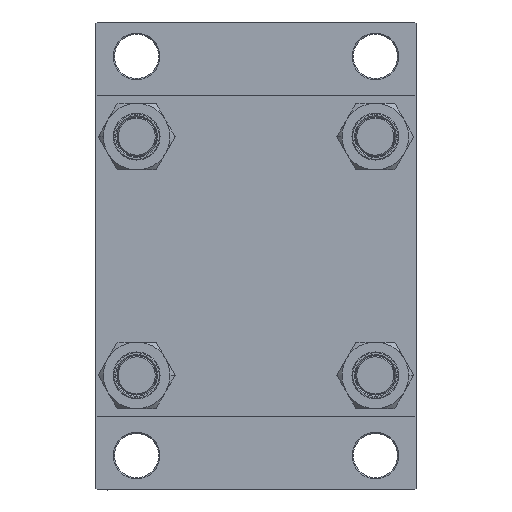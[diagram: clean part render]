
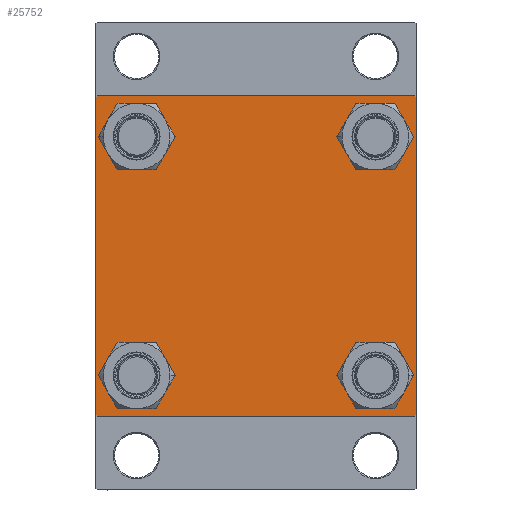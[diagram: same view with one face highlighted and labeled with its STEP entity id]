
A CAD part, left-side view. The second image highlights one B-rep face of the part: STEP entity #25752.
In plain terms, the highlighted planar face has unit normal (-1, 0, 0).
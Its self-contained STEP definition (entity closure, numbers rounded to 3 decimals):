
#104 = FACE_BOUND ( 'NONE', #9682, .T. ) ;
#119 = CARTESIAN_POINT ( 'NONE',  ( 0., 48.45, 48.45 ) ) ;
#452 = DIRECTION ( 'NONE',  ( 1., 0., 0. ) ) ;
#553 = VERTEX_POINT ( 'NONE', #17232 ) ;
#602 = CIRCLE ( 'NONE', #22199, 8.5 ) ;
#1419 = CIRCLE ( 'NONE', #46915, 8.5 ) ;
#1439 = CARTESIAN_POINT ( 'NONE',  ( 0., 64.75, -64.75 ) ) ;
#1541 = ORIENTED_EDGE ( 'NONE', *, *, #28057, .T. ) ;
#2079 = EDGE_CURVE ( 'NONE', #17757, #7894, #15555, .T. ) ;
#3195 = AXIS2_PLACEMENT_3D ( 'NONE', #45508, #33468, #26692 ) ;
#3558 = DIRECTION ( 'NONE',  ( 1., 0., 0. ) ) ;
#3837 = CARTESIAN_POINT ( 'NONE',  ( 0., -48.45, 48.45 ) ) ;
#4203 = DIRECTION ( 'NONE',  ( 0., 0., -1. ) ) ;
#4449 = VERTEX_POINT ( 'NONE', #8294 ) ;
#4515 = CARTESIAN_POINT ( 'NONE',  ( 0., -64.75, 64.75 ) ) ;
#4821 = CARTESIAN_POINT ( 'NONE',  ( 0., 48.45, -56.95 ) ) ;
#5012 = CARTESIAN_POINT ( 'NONE',  ( 0., 64.5, -65. ) ) ;
#5124 = EDGE_LOOP ( 'NONE', ( #17480, #20851 ) ) ;
#5187 = CARTESIAN_POINT ( 'NONE',  ( 0., -65., 64.5 ) ) ;
#6200 = CARTESIAN_POINT ( 'NONE',  ( 0., -48.45, 56.95 ) ) ;
#6235 = VERTEX_POINT ( 'NONE', #25491 ) ;
#6302 = CARTESIAN_POINT ( 'NONE',  ( 0., 48.45, -48.45 ) ) ;
#7092 = VECTOR ( 'NONE', #41376, 1000. ) ;
#7743 = CARTESIAN_POINT ( 'NONE',  ( 0., 65., 64.5 ) ) ;
#7841 = LINE ( 'NONE', #11460, #7092 ) ;
#7894 = VERTEX_POINT ( 'NONE', #47368 ) ;
#8294 = CARTESIAN_POINT ( 'NONE',  ( 0., -64.5, 65. ) ) ;
#9682 = EDGE_LOOP ( 'NONE', ( #16447, #20835 ) ) ;
#9749 = LINE ( 'NONE', #24468, #36075 ) ;
#10604 = DIRECTION ( 'NONE',  ( 0., -0.707, -0.707 ) ) ;
#10802 = DIRECTION ( 'NONE',  ( 0., 0.707, 0.707 ) ) ;
#10889 = EDGE_CURVE ( 'NONE', #6235, #37171, #40355, .T. ) ;
#10983 = FACE_OUTER_BOUND ( 'NONE', #25509, .T. ) ;
#11228 = DIRECTION ( 'NONE',  ( 1., 0., 0. ) ) ;
#11460 = CARTESIAN_POINT ( 'NONE',  ( 0., 65., -65. ) ) ;
#11858 = VECTOR ( 'NONE', #10802, 1000. ) ;
#11958 = CARTESIAN_POINT ( 'NONE',  ( 0., 48.45, 39.95 ) ) ;
#12025 = ORIENTED_EDGE ( 'NONE', *, *, #10889, .T. ) ;
#12864 = CARTESIAN_POINT ( 'NONE',  ( 0., 64.5, 65. ) ) ;
#13080 = ORIENTED_EDGE ( 'NONE', *, *, #27642, .T. ) ;
#13239 = AXIS2_PLACEMENT_3D ( 'NONE', #23131, #452, #33764 ) ;
#13455 = VERTEX_POINT ( 'NONE', #12864 ) ;
#13936 = CARTESIAN_POINT ( 'NONE',  ( 0., -48.45, -48.45 ) ) ;
#14007 = VERTEX_POINT ( 'NONE', #4821 ) ;
#14296 = CARTESIAN_POINT ( 'NONE',  ( 0., -64.75, -64.75 ) ) ;
#14378 = DIRECTION ( 'NONE',  ( 0., 0., 1. ) ) ;
#14562 = VERTEX_POINT ( 'NONE', #7743 ) ;
#14599 = PLANE ( 'NONE',  #17286 ) ;
#15526 = AXIS2_PLACEMENT_3D ( 'NONE', #33716, #30074, #15603 ) ;
#15555 = CIRCLE ( 'NONE', #13239, 8.5 ) ;
#15603 = DIRECTION ( 'NONE',  ( 0., 0., 1. ) ) ;
#15665 = CARTESIAN_POINT ( 'NONE',  ( 0., 48.45, 56.95 ) ) ;
#15722 = VECTOR ( 'NONE', #44684, 1000. ) ;
#16447 = ORIENTED_EDGE ( 'NONE', *, *, #29058, .T. ) ;
#16564 = VECTOR ( 'NONE', #4203, 1000. ) ;
#17232 = CARTESIAN_POINT ( 'NONE',  ( 0., 48.45, -39.95 ) ) ;
#17286 = AXIS2_PLACEMENT_3D ( 'NONE', #44747, #18942, #22092 ) ;
#17480 = ORIENTED_EDGE ( 'NONE', *, *, #46329, .T. ) ;
#17649 = VERTEX_POINT ( 'NONE', #5012 ) ;
#17757 = VERTEX_POINT ( 'NONE', #6200 ) ;
#17902 = CARTESIAN_POINT ( 'NONE',  ( 0., -48.45, -56.95 ) ) ;
#18110 = EDGE_LOOP ( 'NONE', ( #40787, #43700 ) ) ;
#18564 = DIRECTION ( 'NONE',  ( 1., 0., 0. ) ) ;
#18699 = FACE_BOUND ( 'NONE', #18110, .T. ) ;
#18864 = LINE ( 'NONE', #41057, #35070 ) ;
#18942 = DIRECTION ( 'NONE',  ( -1., 0., 0. ) ) ;
#19339 = DIRECTION ( 'NONE',  ( 0., 0.707, -0.707 ) ) ;
#20571 = VECTOR ( 'NONE', #40493, 1000. ) ;
#20835 = ORIENTED_EDGE ( 'NONE', *, *, #46386, .T. ) ;
#20851 = ORIENTED_EDGE ( 'NONE', *, *, #39596, .T. ) ;
#21263 = AXIS2_PLACEMENT_3D ( 'NONE', #13936, #3558, #36149 ) ;
#21581 = VERTEX_POINT ( 'NONE', #5187 ) ;
#21637 = ORIENTED_EDGE ( 'NONE', *, *, #25368, .T. ) ;
#21883 = ORIENTED_EDGE ( 'NONE', *, *, #42622, .T. ) ;
#22092 = DIRECTION ( 'NONE',  ( 0., 0., 1. ) ) ;
#22199 = AXIS2_PLACEMENT_3D ( 'NONE', #25707, #32706, #14378 ) ;
#22333 = DIRECTION ( 'NONE',  ( 0., 0., 1. ) ) ;
#22560 = FACE_BOUND ( 'NONE', #43609, .T. ) ;
#23131 = CARTESIAN_POINT ( 'NONE',  ( 0., -48.45, 48.45 ) ) ;
#23382 = CARTESIAN_POINT ( 'NONE',  ( 0., -48.45, -39.95 ) ) ;
#24049 = CARTESIAN_POINT ( 'NONE',  ( 0., 65., -64.5 ) ) ;
#24468 = CARTESIAN_POINT ( 'NONE',  ( 0., 65., 65. ) ) ;
#24687 = CIRCLE ( 'NONE', #40875, 8.5 ) ;
#25357 = ORIENTED_EDGE ( 'NONE', *, *, #43760, .T. ) ;
#25368 = EDGE_CURVE ( 'NONE', #21581, #4449, #36151, .T. ) ;
#25458 = CARTESIAN_POINT ( 'NONE',  ( 0., 65., 65. ) ) ;
#25491 = CARTESIAN_POINT ( 'NONE',  ( 0., -64.5, -65. ) ) ;
#25509 = EDGE_LOOP ( 'NONE', ( #1541, #21883, #32313, #12025, #44250, #21637, #43305, #13080 ) ) ;
#25707 = CARTESIAN_POINT ( 'NONE',  ( 0., 48.45, 48.45 ) ) ;
#25752 = ADVANCED_FACE ( 'NONE', ( #22560, #104, #37036, #18699, #10983 ), #14599, .T. ) ;
#25768 = CARTESIAN_POINT ( 'NONE',  ( 0., -65., 65. ) ) ;
#26692 = DIRECTION ( 'NONE',  ( 0., 0., 1. ) ) ;
#27642 = EDGE_CURVE ( 'NONE', #13455, #14562, #18864, .T. ) ;
#28057 = EDGE_CURVE ( 'NONE', #14562, #36997, #29769, .T. ) ;
#28598 = ORIENTED_EDGE ( 'NONE', *, *, #2079, .T. ) ;
#28847 = CARTESIAN_POINT ( 'NONE',  ( 0., -65., -64.5 ) ) ;
#29058 = EDGE_CURVE ( 'NONE', #46901, #41491, #39717, .T. ) ;
#29691 = VERTEX_POINT ( 'NONE', #15665 ) ;
#29769 = LINE ( 'NONE', #25458, #16564 ) ;
#30074 = DIRECTION ( 'NONE',  ( 1., 0., 0. ) ) ;
#30149 = CIRCLE ( 'NONE', #15526, 8.5 ) ;
#32279 = EDGE_CURVE ( 'NONE', #21581, #37171, #44125, .T. ) ;
#32313 = ORIENTED_EDGE ( 'NONE', *, *, #47557, .T. ) ;
#32348 = DIRECTION ( 'NONE',  ( 1., 0., 0. ) ) ;
#32706 = DIRECTION ( 'NONE',  ( 1., 0., 0. ) ) ;
#33468 = DIRECTION ( 'NONE',  ( 1., 0., 0. ) ) ;
#33716 = CARTESIAN_POINT ( 'NONE',  ( 0., -48.45, -48.45 ) ) ;
#33764 = DIRECTION ( 'NONE',  ( 0., 0., 1. ) ) ;
#34293 = EDGE_CURVE ( 'NONE', #29691, #43242, #602, .T. ) ;
#34575 = EDGE_CURVE ( 'NONE', #13455, #4449, #9749, .T. ) ;
#34851 = DIRECTION ( 'NONE',  ( 0., -1., 0. ) ) ;
#35070 = VECTOR ( 'NONE', #19339, 1000. ) ;
#36075 = VECTOR ( 'NONE', #34851, 1000. ) ;
#36149 = DIRECTION ( 'NONE',  ( 0., 0., 1. ) ) ;
#36151 = LINE ( 'NONE', #4515, #11858 ) ;
#36997 = VERTEX_POINT ( 'NONE', #24049 ) ;
#37036 = FACE_BOUND ( 'NONE', #5124, .T. ) ;
#37141 = DIRECTION ( 'NONE',  ( 0., 0., 1. ) ) ;
#37171 = VERTEX_POINT ( 'NONE', #28847 ) ;
#38127 = LINE ( 'NONE', #1439, #40062 ) ;
#39400 = CIRCLE ( 'NONE', #3195, 8.5 ) ;
#39596 = EDGE_CURVE ( 'NONE', #14007, #553, #1419, .T. ) ;
#39717 = CIRCLE ( 'NONE', #21263, 8.5 ) ;
#39961 = CIRCLE ( 'NONE', #46122, 8.5 ) ;
#40019 = EDGE_CURVE ( 'NONE', #43242, #29691, #39961, .T. ) ;
#40062 = VECTOR ( 'NONE', #10604, 1000. ) ;
#40319 = DIRECTION ( 'NONE',  ( 0., 0., 1. ) ) ;
#40355 = LINE ( 'NONE', #14296, #15722 ) ;
#40493 = DIRECTION ( 'NONE',  ( 0., 0., -1. ) ) ;
#40787 = ORIENTED_EDGE ( 'NONE', *, *, #34293, .T. ) ;
#40875 = AXIS2_PLACEMENT_3D ( 'NONE', #3837, #18564, #37141 ) ;
#41057 = CARTESIAN_POINT ( 'NONE',  ( 0., 64.75, 64.75 ) ) ;
#41376 = DIRECTION ( 'NONE',  ( 0., -1., 0. ) ) ;
#41491 = VERTEX_POINT ( 'NONE', #17902 ) ;
#42622 = EDGE_CURVE ( 'NONE', #36997, #17649, #38127, .T. ) ;
#43242 = VERTEX_POINT ( 'NONE', #11958 ) ;
#43305 = ORIENTED_EDGE ( 'NONE', *, *, #34575, .F. ) ;
#43609 = EDGE_LOOP ( 'NONE', ( #28598, #25357 ) ) ;
#43700 = ORIENTED_EDGE ( 'NONE', *, *, #40019, .T. ) ;
#43760 = EDGE_CURVE ( 'NONE', #7894, #17757, #24687, .T. ) ;
#44125 = LINE ( 'NONE', #25768, #20571 ) ;
#44250 = ORIENTED_EDGE ( 'NONE', *, *, #32279, .F. ) ;
#44684 = DIRECTION ( 'NONE',  ( 0., -0.707, 0.707 ) ) ;
#44747 = CARTESIAN_POINT ( 'NONE',  ( 0., 0., 0. ) ) ;
#45508 = CARTESIAN_POINT ( 'NONE',  ( 0., 48.45, -48.45 ) ) ;
#46122 = AXIS2_PLACEMENT_3D ( 'NONE', #119, #11228, #22333 ) ;
#46329 = EDGE_CURVE ( 'NONE', #553, #14007, #39400, .T. ) ;
#46386 = EDGE_CURVE ( 'NONE', #41491, #46901, #30149, .T. ) ;
#46901 = VERTEX_POINT ( 'NONE', #23382 ) ;
#46915 = AXIS2_PLACEMENT_3D ( 'NONE', #6302, #32348, #40319 ) ;
#47368 = CARTESIAN_POINT ( 'NONE',  ( 0., -48.45, 39.95 ) ) ;
#47557 = EDGE_CURVE ( 'NONE', #17649, #6235, #7841, .T. ) ;
